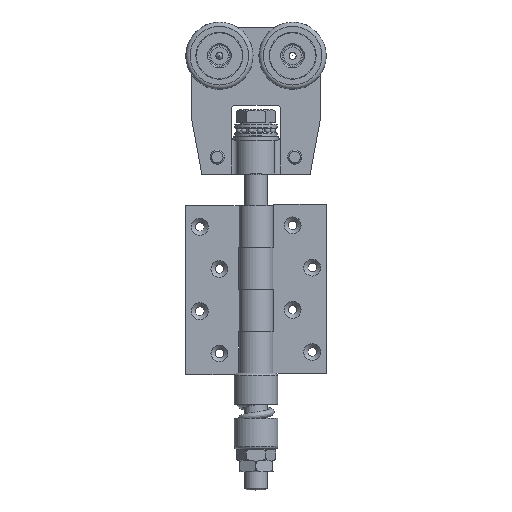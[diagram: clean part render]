
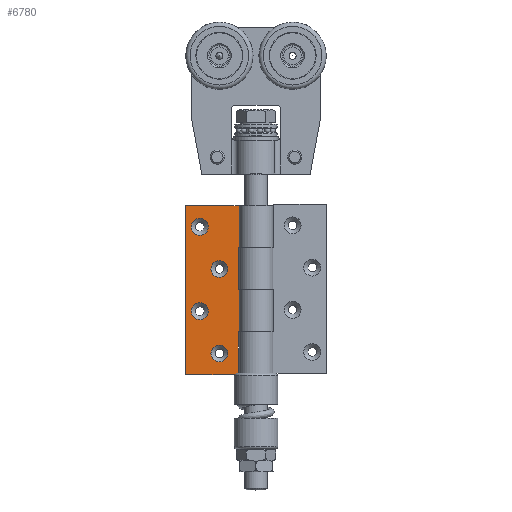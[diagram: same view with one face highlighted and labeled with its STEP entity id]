
A CAD part, top view. The second image highlights one B-rep face of the part: STEP entity #6780.
In plain terms, the highlighted face is planar.
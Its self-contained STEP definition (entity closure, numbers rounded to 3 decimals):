
#371=FACE_BOUND('',#1379,.T.);
#372=FACE_BOUND('',#1380,.T.);
#373=FACE_BOUND('',#1381,.T.);
#374=FACE_BOUND('',#1382,.T.);
#561=PLANE('',#7712);
#920=FACE_OUTER_BOUND('',#1378,.T.);
#1378=EDGE_LOOP('',(#6256,#6257,#6258,#6259,#6260,#6261,#6262,#6263,#6264,
#6265));
#1379=EDGE_LOOP('',(#6266,#6267));
#1380=EDGE_LOOP('',(#6268,#6269));
#1381=EDGE_LOOP('',(#6270,#6271));
#1382=EDGE_LOOP('',(#6272,#6273));
#1740=LINE('',#13692,#2117);
#1744=LINE('',#13708,#2121);
#1747=LINE('',#13714,#2124);
#1750=LINE('',#13729,#2127);
#1754=LINE('',#13745,#2131);
#1757=LINE('',#13751,#2134);
#1758=LINE('',#13753,#2135);
#1759=LINE('',#13755,#2136);
#1760=LINE('',#13756,#2137);
#1761=LINE('',#13757,#2138);
#2117=VECTOR('',#9711,10.);
#2121=VECTOR('',#9725,10.);
#2124=VECTOR('',#9730,10.);
#2127=VECTOR('',#9743,10.);
#2131=VECTOR('',#9757,10.);
#2134=VECTOR('',#9762,10.);
#2135=VECTOR('',#9763,10.);
#2136=VECTOR('',#9764,10.);
#2137=VECTOR('',#9765,10.);
#2138=VECTOR('',#9766,10.);
#2624=CIRCLE('',#7668,6.);
#2625=CIRCLE('',#7669,6.);
#2629=CIRCLE('',#7675,6.);
#2630=CIRCLE('',#7676,6.);
#2634=CIRCLE('',#7682,6.);
#2635=CIRCLE('',#7683,6.);
#2639=CIRCLE('',#7689,6.);
#2640=CIRCLE('',#7690,6.);
#3303=VERTEX_POINT('',#13634);
#3304=VERTEX_POINT('',#13635);
#3308=VERTEX_POINT('',#13648);
#3309=VERTEX_POINT('',#13649);
#3313=VERTEX_POINT('',#13662);
#3314=VERTEX_POINT('',#13663);
#3318=VERTEX_POINT('',#13676);
#3319=VERTEX_POINT('',#13677);
#3323=VERTEX_POINT('',#13690);
#3324=VERTEX_POINT('',#13691);
#3331=VERTEX_POINT('',#13707);
#3333=VERTEX_POINT('',#13713);
#3339=VERTEX_POINT('',#13727);
#3340=VERTEX_POINT('',#13728);
#3347=VERTEX_POINT('',#13744);
#3349=VERTEX_POINT('',#13750);
#3350=VERTEX_POINT('',#13752);
#3351=VERTEX_POINT('',#13754);
#4272=EDGE_CURVE('',#3303,#3304,#2624,.T.);
#4273=EDGE_CURVE('',#3304,#3303,#2625,.T.);
#4279=EDGE_CURVE('',#3308,#3309,#2629,.T.);
#4280=EDGE_CURVE('',#3309,#3308,#2630,.T.);
#4286=EDGE_CURVE('',#3313,#3314,#2634,.T.);
#4287=EDGE_CURVE('',#3314,#3313,#2635,.T.);
#4293=EDGE_CURVE('',#3318,#3319,#2639,.T.);
#4294=EDGE_CURVE('',#3319,#3318,#2640,.T.);
#4300=EDGE_CURVE('',#3323,#3324,#1740,.T.);
#4308=EDGE_CURVE('',#3331,#3323,#1744,.T.);
#4311=EDGE_CURVE('',#3333,#3331,#1747,.T.);
#4318=EDGE_CURVE('',#3339,#3340,#1750,.T.);
#4326=EDGE_CURVE('',#3347,#3339,#1754,.T.);
#4329=EDGE_CURVE('',#3349,#3324,#1757,.T.);
#4330=EDGE_CURVE('',#3349,#3350,#1758,.T.);
#4331=EDGE_CURVE('',#3350,#3351,#1759,.T.);
#4332=EDGE_CURVE('',#3351,#3347,#1760,.T.);
#4333=EDGE_CURVE('',#3333,#3340,#1761,.T.);
#6256=ORIENTED_EDGE('',*,*,#4311,.T.);
#6257=ORIENTED_EDGE('',*,*,#4308,.T.);
#6258=ORIENTED_EDGE('',*,*,#4300,.T.);
#6259=ORIENTED_EDGE('',*,*,#4329,.F.);
#6260=ORIENTED_EDGE('',*,*,#4330,.T.);
#6261=ORIENTED_EDGE('',*,*,#4331,.T.);
#6262=ORIENTED_EDGE('',*,*,#4332,.T.);
#6263=ORIENTED_EDGE('',*,*,#4326,.T.);
#6264=ORIENTED_EDGE('',*,*,#4318,.T.);
#6265=ORIENTED_EDGE('',*,*,#4333,.F.);
#6266=ORIENTED_EDGE('',*,*,#4272,.T.);
#6267=ORIENTED_EDGE('',*,*,#4273,.T.);
#6268=ORIENTED_EDGE('',*,*,#4279,.T.);
#6269=ORIENTED_EDGE('',*,*,#4280,.T.);
#6270=ORIENTED_EDGE('',*,*,#4286,.T.);
#6271=ORIENTED_EDGE('',*,*,#4287,.T.);
#6272=ORIENTED_EDGE('',*,*,#4293,.T.);
#6273=ORIENTED_EDGE('',*,*,#4294,.T.);
#6780=ADVANCED_FACE('',(#920,#371,#372,#373,#374),#561,.T.);
#7668=AXIS2_PLACEMENT_3D('',#13636,#9647,#9648);
#7669=AXIS2_PLACEMENT_3D('',#13637,#9649,#9650);
#7675=AXIS2_PLACEMENT_3D('',#13650,#9663,#9664);
#7676=AXIS2_PLACEMENT_3D('',#13651,#9665,#9666);
#7682=AXIS2_PLACEMENT_3D('',#13664,#9679,#9680);
#7683=AXIS2_PLACEMENT_3D('',#13665,#9681,#9682);
#7689=AXIS2_PLACEMENT_3D('',#13678,#9695,#9696);
#7690=AXIS2_PLACEMENT_3D('',#13679,#9697,#9698);
#7712=AXIS2_PLACEMENT_3D('',#13749,#9760,#9761);
#9647=DIRECTION('center_axis',(0.,1.,0.));
#9648=DIRECTION('ref_axis',(1.,0.,0.));
#9649=DIRECTION('center_axis',(0.,1.,0.));
#9650=DIRECTION('ref_axis',(1.,0.,0.));
#9663=DIRECTION('center_axis',(0.,1.,0.));
#9664=DIRECTION('ref_axis',(1.,0.,0.));
#9665=DIRECTION('center_axis',(0.,1.,0.));
#9666=DIRECTION('ref_axis',(1.,0.,0.));
#9679=DIRECTION('center_axis',(0.,1.,0.));
#9680=DIRECTION('ref_axis',(1.,0.,0.));
#9681=DIRECTION('center_axis',(0.,1.,0.));
#9682=DIRECTION('ref_axis',(1.,0.,0.));
#9695=DIRECTION('center_axis',(0.,1.,0.));
#9696=DIRECTION('ref_axis',(1.,0.,0.));
#9697=DIRECTION('center_axis',(0.,1.,0.));
#9698=DIRECTION('ref_axis',(1.,0.,0.));
#9711=DIRECTION('',(1.,0.,0.));
#9725=DIRECTION('',(0.,0.,1.));
#9730=DIRECTION('',(-1.,0.,0.));
#9743=DIRECTION('',(1.,0.,0.));
#9757=DIRECTION('',(0.,0.,1.));
#9760=DIRECTION('center_axis',(0.,-1.,0.));
#9761=DIRECTION('ref_axis',(0.,0.,-1.));
#9762=DIRECTION('',(0.,0.,-1.));
#9763=DIRECTION('',(-1.,0.,0.));
#9764=DIRECTION('',(0.,0.,-1.));
#9765=DIRECTION('',(1.,0.,0.));
#9766=DIRECTION('',(0.,0.,-1.));
#13634=CARTESIAN_POINT('',(-34.,0.,-15.));
#13635=CARTESIAN_POINT('',(-46.,0.,-15.));
#13636=CARTESIAN_POINT('Origin',(-40.,0.,-15.));
#13637=CARTESIAN_POINT('Origin',(-40.,0.,-15.));
#13648=CARTESIAN_POINT('',(-34.,0.,45.));
#13649=CARTESIAN_POINT('',(-46.,0.,45.));
#13650=CARTESIAN_POINT('Origin',(-40.,0.,45.));
#13651=CARTESIAN_POINT('Origin',(-40.,0.,45.));
#13662=CARTESIAN_POINT('',(-20.,0.,15.));
#13663=CARTESIAN_POINT('',(-32.,0.,15.));
#13664=CARTESIAN_POINT('Origin',(-26.,0.,15.));
#13665=CARTESIAN_POINT('Origin',(-26.,0.,15.));
#13676=CARTESIAN_POINT('',(-20.,0.,-45.));
#13677=CARTESIAN_POINT('',(-32.,0.,-45.));
#13678=CARTESIAN_POINT('Origin',(-26.,0.,-45.));
#13679=CARTESIAN_POINT('Origin',(-26.,0.,-45.));
#13690=CARTESIAN_POINT('',(-12.54,0.,30.5));
#13691=CARTESIAN_POINT('',(-12.054,0.,30.5));
#13692=CARTESIAN_POINT('',(12.057,0.,30.5));
#13707=CARTESIAN_POINT('',(-12.54,0.,0.4));
#13708=CARTESIAN_POINT('',(-12.54,0.,15.25));
#13713=CARTESIAN_POINT('',(-12.054,0.,0.4));
#13714=CARTESIAN_POINT('',(-10.295,0.,0.4));
#13727=CARTESIAN_POINT('',(-12.54,0.,-29.5));
#13728=CARTESIAN_POINT('',(-12.054,0.,-29.5));
#13729=CARTESIAN_POINT('',(12.057,0.,-29.5));
#13744=CARTESIAN_POINT('',(-12.54,0.,-60.));
#13745=CARTESIAN_POINT('',(-12.54,0.,-14.75));
#13749=CARTESIAN_POINT('Origin',(-8.05,0.,0.));
#13750=CARTESIAN_POINT('',(-12.054,0.,60.));
#13751=CARTESIAN_POINT('',(-12.054,0.,0.));
#13752=CARTESIAN_POINT('',(-50.,0.,60.));
#13753=CARTESIAN_POINT('',(-50.,0.,60.));
#13754=CARTESIAN_POINT('',(-50.,0.,-60.));
#13755=CARTESIAN_POINT('',(-50.,0.,0.));
#13756=CARTESIAN_POINT('',(-50.,0.,-60.));
#13757=CARTESIAN_POINT('',(-12.054,0.,0.));
